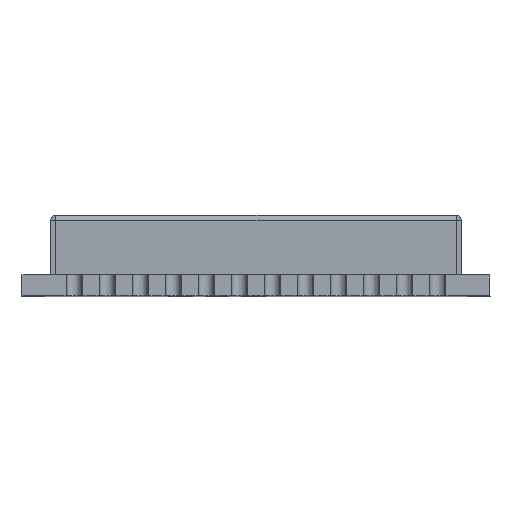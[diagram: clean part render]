
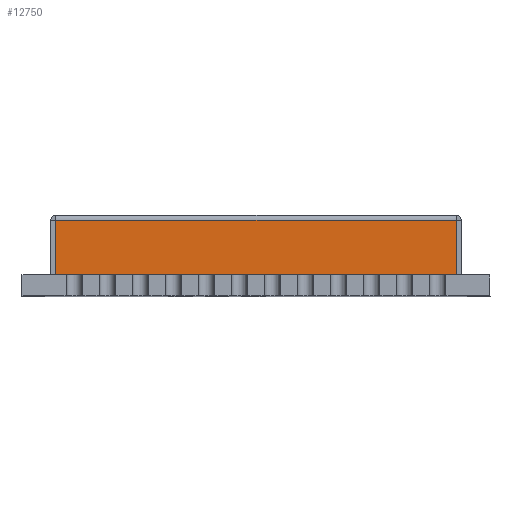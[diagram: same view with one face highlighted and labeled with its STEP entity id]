
A CAD part, top view. The second image highlights one B-rep face of the part: STEP entity #12750.
In plain terms, the highlighted planar face has unit normal (0, 0, 1).
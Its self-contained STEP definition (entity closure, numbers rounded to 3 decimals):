
#60 = FACE_OUTER_BOUND ( 'NONE', #1002, .T. ) ;
#147 = ORIENTED_EDGE ( 'NONE', *, *, #8203, .F. ) ;
#317 = VERTEX_POINT ( 'NONE', #1278 ) ;
#479 = CARTESIAN_POINT ( 'NONE',  ( -7.9, -2.3, 8.8 ) ) ;
#1002 = EDGE_LOOP ( 'NONE', ( #8527, #16901, #3265, #147 ) ) ;
#1166 = DIRECTION ( 'NONE',  ( 1., 0., 0. ) ) ;
#1278 = CARTESIAN_POINT ( 'NONE',  ( 7.693, -2.3, 8.8 ) ) ;
#2146 = DIRECTION ( 'NONE',  ( 0., 1., 0. ) ) ;
#3237 = LINE ( 'NONE', #10440, #9412 ) ;
#3265 = ORIENTED_EDGE ( 'NONE', *, *, #9343, .T. ) ;
#3985 = CARTESIAN_POINT ( 'NONE',  ( 7.9, -0.2, 8.8 ) ) ;
#4760 = LINE ( 'NONE', #479, #10415 ) ;
#4910 = VECTOR ( 'NONE', #2146, 1000. ) ;
#4957 = DIRECTION ( 'NONE',  ( 0., 1., 0. ) ) ;
#5539 = DIRECTION ( 'NONE',  ( 0., -1., 0. ) ) ;
#5703 = DIRECTION ( 'NONE',  ( 0., 0., 1. ) ) ;
#5865 = CARTESIAN_POINT ( 'NONE',  ( -7.693, -2.3, 8.8 ) ) ;
#5884 = CARTESIAN_POINT ( 'NONE',  ( 0., 0., 8.8 ) ) ;
#6037 = DIRECTION ( 'NONE',  ( -1., 0., 0. ) ) ;
#6795 = CARTESIAN_POINT ( 'NONE',  ( 7.693, -0.2, 8.8 ) ) ;
#7604 = CARTESIAN_POINT ( 'NONE',  ( 7.693, 0., 8.8 ) ) ;
#7701 = CARTESIAN_POINT ( 'NONE',  ( -7.693, -0.2, 8.8 ) ) ;
#8203 = EDGE_CURVE ( 'NONE', #10302, #12650, #13741, .T. ) ;
#8337 = PLANE ( 'NONE',  #13471 ) ;
#8527 = ORIENTED_EDGE ( 'NONE', *, *, #14439, .F. ) ;
#8976 = LINE ( 'NONE', #7604, #4910 ) ;
#9343 = EDGE_CURVE ( 'NONE', #317, #12650, #8976, .T. ) ;
#9412 = VECTOR ( 'NONE', #4957, 1000. ) ;
#10302 = VERTEX_POINT ( 'NONE', #7701 ) ;
#10415 = VECTOR ( 'NONE', #6037, 1000. ) ;
#10440 = CARTESIAN_POINT ( 'NONE',  ( -7.693, -0.2, 8.8 ) ) ;
#10704 = VECTOR ( 'NONE', #1166, 1000. ) ;
#11852 = VERTEX_POINT ( 'NONE', #5865 ) ;
#12650 = VERTEX_POINT ( 'NONE', #6795 ) ;
#12750 = ADVANCED_FACE ( 'NONE', ( #60 ), #8337, .T. ) ;
#13471 = AXIS2_PLACEMENT_3D ( 'NONE', #5884, #5703, #5539 ) ;
#13741 = LINE ( 'NONE', #3985, #10704 ) ;
#14439 = EDGE_CURVE ( 'NONE', #11852, #10302, #3237, .T. ) ;
#16482 = EDGE_CURVE ( 'NONE', #317, #11852, #4760, .T. ) ;
#16901 = ORIENTED_EDGE ( 'NONE', *, *, #16482, .F. ) ;
